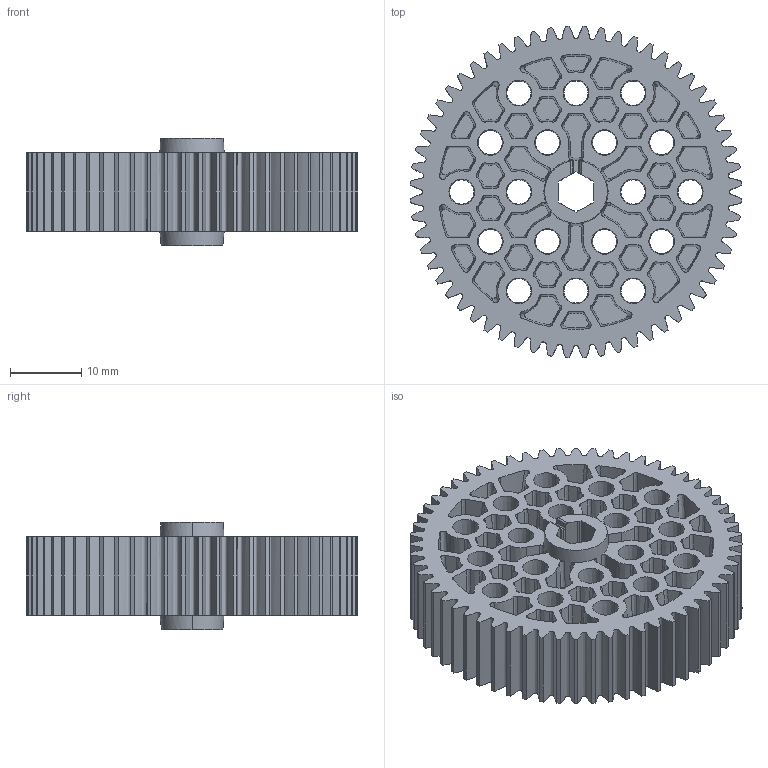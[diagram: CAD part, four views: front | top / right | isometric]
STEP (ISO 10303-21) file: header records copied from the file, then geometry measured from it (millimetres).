
FILE_DESCRIPTION (( 'STEP AP203' ), '1' );
FILE_NAME ('REV-41-1335_Default.step', '2016-09-04T21:42:29', ( '' ), ( '' ), 'SwSTEP 2.0', 'SolidWorks 2015', '' );
FILE_SCHEMA (( 'CONFIG_CONTROL_DESIGN' ));
Length unit declared in the file: metre
Products named in the file (1): REV-41-1335_Default
Bounding box: 46.46 x 46.46 x 15 mm (x, y, z)
Volume: 11442.6 mm3; surface area: 12066 mm2
Topology: 1 solids, 1 shells, 1103 faces, 3087 edges, 2046 vertices
Faces by surface type: bspline 444, plane 292, cone 285, cylinder 82
Entity records: 56726 total; most frequent: CARTESIAN_POINT 32099, ORIENTED_EDGE 6174, DIRECTION 3461, EDGE_CURVE 3087, VERTEX_POINT 2046, B_SPLINE_CURVE_WITH_KNOTS 1646, AXIS2_PLACEMENT_3D 1370, EDGE_LOOP 1201
